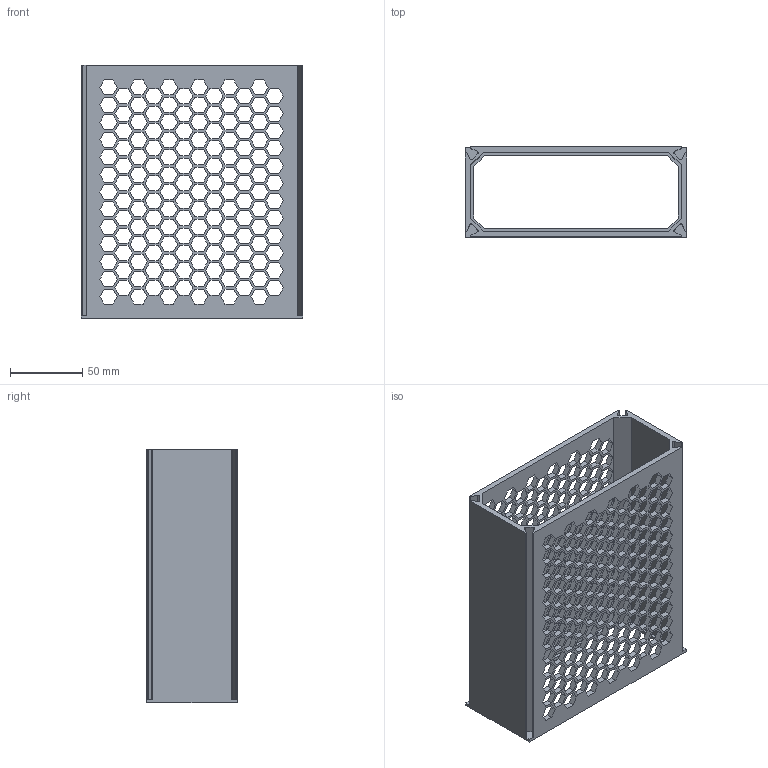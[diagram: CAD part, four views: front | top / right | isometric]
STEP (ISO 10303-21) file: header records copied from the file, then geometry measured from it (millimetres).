
FILE_DESCRIPTION(/* description */ ('STEP AP242','CAx-IF Rec.Pracs.---Representation and Presentation of Product Manufacturing Information (PMI)---4.0---2014-10-13','CAx-IF Rec.Pracs.---3D Tessellated Geometry---0.4---2014-09-14','2;1'),/* implementation_level */ '2;1');
FILE_NAME(/* name */ '647a45e5034fd51ae24e30a5',/* time_stamp */ '2023-06-02T19:41:27Z',/* author */ (''),/* organization */ (''),/* preprocessor_version */ 'ST-DEVELOPER v19.4',/* originating_system */ ' ',/* authorisation */ ' ');
FILE_SCHEMA (('AP242_MANAGED_MODEL_BASED_3D_ENGINEERING_MIM_LF { 1 0 10303 442 1 1 4 }'));
Products named in the file (1): Modular Gridfinity Drawer Shell 3x4 hex both sides
Bounding box: 153.29 x 62.3 x 175 mm (x, y, z)
Volume: 171361.1 mm3; surface area: 143555.2 mm2
Topology: 1 solids, 1 shells, 1866 faces, 5589 edges, 3726 vertices
Faces by surface type: plane 1850, cylinder 16
Entity records: 62771 total; most frequent: CARTESIAN_POINT 11182, ORIENTED_EDGE 11178, DIRECTION 9355, EDGE_CURVE 5589, LINE 5557, VECTOR 5557, VERTEX_POINT 3726, EDGE_LOOP 2469
